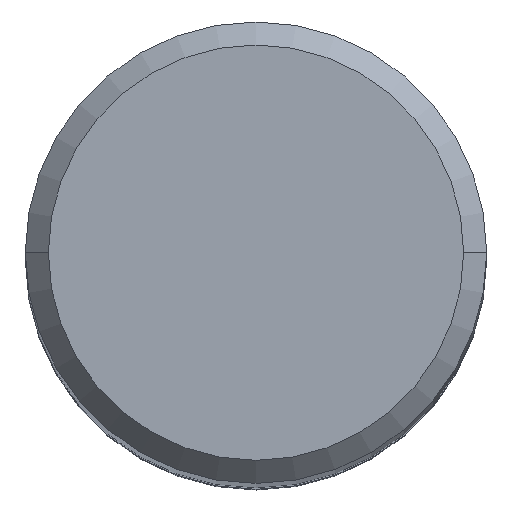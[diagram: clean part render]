
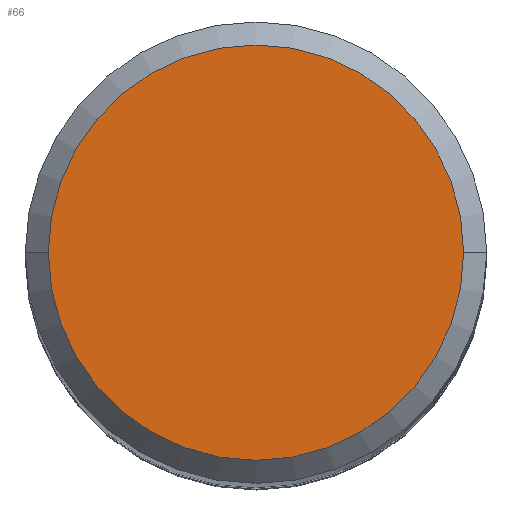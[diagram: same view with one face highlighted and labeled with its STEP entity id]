
A CAD part, top view. The second image highlights one B-rep face of the part: STEP entity #66.
In plain terms, the highlighted planar face has unit normal (0, 0, 1).
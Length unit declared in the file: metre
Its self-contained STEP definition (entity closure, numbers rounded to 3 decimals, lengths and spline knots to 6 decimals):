
#66=ADVANCED_FACE('',(#128),#129,.T.);
#128=FACE_OUTER_BOUND('',#182,.T.);
#129=PLANE('',#183);
#182=EDGE_LOOP('',(#292,#293));
#183=AXIS2_PLACEMENT_3D('',#294,#295,#296);
#292=ORIENTED_EDGE('',*,*,#315,.F.);
#293=ORIENTED_EDGE('',*,*,#346,.F.);
#294=CARTESIAN_POINT('',(0.0,0.0,0.1));
#295=DIRECTION('',(0.0,0.0,1.0));
#296=DIRECTION('',(1.0,0.0,0.0));
#315=EDGE_CURVE('',#363,#360,#365,.T.);
#346=EDGE_CURVE('',#360,#363,#406,.T.);
#360=VERTEX_POINT('',#422);
#363=VERTEX_POINT('',#426);
#365=CIRCLE('',#429,0.0054);
#406=CIRCLE('',#476,0.0054);
#422=CARTESIAN_POINT('',(-0.0054,0.,0.1));
#426=CARTESIAN_POINT('',(0.0054,0.,0.1));
#429=AXIS2_PLACEMENT_3D('',#493,#494,#495);
#476=AXIS2_PLACEMENT_3D('',#541,#542,#543);
#493=CARTESIAN_POINT('',(0.0,0.0,0.1));
#494=DIRECTION('',(-0.0,0.0,-1.0));
#495=DIRECTION('',(-1.0,0.0,0.0));
#541=CARTESIAN_POINT('',(0.0,0.0,0.1));
#542=DIRECTION('',(-0.0,0.0,-1.0));
#543=DIRECTION('',(-1.0,0.0,0.0));
